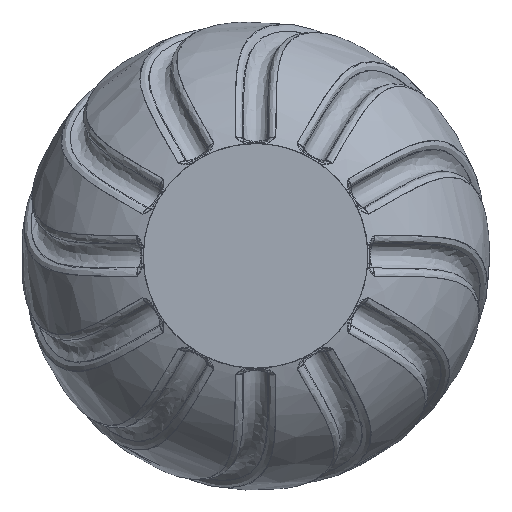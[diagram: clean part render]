
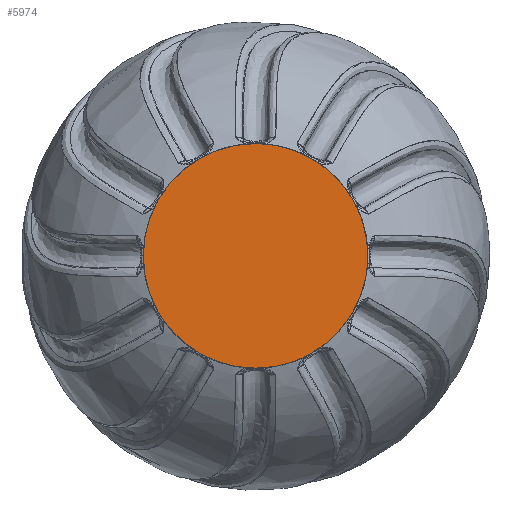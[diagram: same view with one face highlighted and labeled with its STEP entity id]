
A CAD part, front view. The second image highlights one B-rep face of the part: STEP entity #5974.
In plain terms, the highlighted planar face has unit normal (0, -1, 0).
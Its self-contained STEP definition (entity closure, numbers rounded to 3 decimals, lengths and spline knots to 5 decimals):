
#451=B_SPLINE_CURVE_WITH_KNOTS('',3,(#7082,#7083,#7084,#7085,#7086,#7087,
#7088,#7089,#7090,#7091,#7092,#7093,#7094,#7095,#7096,#7097,#7098,#7099,
#7100,#7101,#7102),.UNSPECIFIED.,.F.,.F.,(4,1,1,1,1,1,1,1,1,1,1,1,1,1,1,
1,1,1,4),(0.,0.03111,0.06237,0.12488,0.1874,
0.24992,0.31243,0.37495,0.43747,0.49999,
0.5625,0.62502,0.68754,0.75005,0.81257,
0.87509,0.9376,0.96886,1.),.UNSPECIFIED.);
#452=B_SPLINE_CURVE_WITH_KNOTS('',3,(#7104,#7105,#7106,#7107,#7108,#7109,
#7110),.UNSPECIFIED.,.F.,.F.,(4,1,1,1,4),(0.,0.24948,0.49984,
0.75019,1.),.UNSPECIFIED.);
#1452=ORIENTED_EDGE('',*,*,#3453,.F.);
#1453=ORIENTED_EDGE('',*,*,#3460,.F.);
#1454=ORIENTED_EDGE('',*,*,#3455,.F.);
#1455=ORIENTED_EDGE('',*,*,#3461,.T.);
#1456=ORIENTED_EDGE('',*,*,#3459,.F.);
#1457=ORIENTED_EDGE('',*,*,#3462,.F.);
#1458=ORIENTED_EDGE('',*,*,#3463,.F.);
#1459=ORIENTED_EDGE('',*,*,#3464,.T.);
#3453=EDGE_CURVE('',#4457,#4455,#5010,.T.);
#3455=EDGE_CURVE('',#4459,#4460,#5012,.T.);
#3459=EDGE_CURVE('',#4463,#4461,#5014,.T.);
#3460=EDGE_CURVE('',#4460,#4457,#451,.T.);
#3461=EDGE_CURVE('',#4459,#4461,#5015,.T.);
#3462=EDGE_CURVE('',#4464,#4463,#452,.T.);
#3463=EDGE_CURVE('',#4465,#4464,#5016,.T.);
#3464=EDGE_CURVE('',#4465,#4455,#5017,.T.);
#4455=VERTEX_POINT('',#7062);
#4457=VERTEX_POINT('',#7065);
#4459=VERTEX_POINT('',#7070);
#4460=VERTEX_POINT('',#7072);
#4461=VERTEX_POINT('',#7076);
#4463=VERTEX_POINT('',#7079);
#4464=VERTEX_POINT('',#7111);
#4465=VERTEX_POINT('',#7113);
#5010=LINE('',#7066,#5024);
#5012=LINE('',#7071,#5026);
#5014=LINE('',#7080,#5028);
#5015=LINE('',#7103,#5029);
#5016=LINE('',#7112,#5030);
#5017=LINE('',#7114,#5031);
#5024=VECTOR('',#6654,1.);
#5026=VECTOR('',#6658,1.);
#5028=VECTOR('',#6666,1.);
#5029=VECTOR('',#6669,1.);
#5030=VECTOR('',#6670,1.);
#5031=VECTOR('',#6671,1.);
#5040=EDGE_LOOP('',(#1452,#1453,#1454,#1455,#1456,#1457,#1458,#1459));
#5492=FACE_BOUND('',#5040,.T.);
#5944=PLANE('',#6455);
#5974=ADVANCED_FACE('',(#5492),#5944,.F.);
#6455=AXIS2_PLACEMENT_3D('',#7081,#6667,#6668);
#6654=DIRECTION('',(-1.,0.,0.));
#6658=DIRECTION('',(0.866,0.,-0.5));
#6666=DIRECTION('',(-0.866,0.,0.5));
#6667=DIRECTION('',(0.,1.,0.));
#6668=DIRECTION('',(1.,0.,0.));
#6669=DIRECTION('',(-0.5,0.,-0.866));
#6670=DIRECTION('',(1.,0.,0.));
#6671=DIRECTION('',(0.,0.,-1.));
#7062=CARTESIAN_POINT('',(-0.08017,-0.0009,-0.00005));
#7065=CARTESIAN_POINT('',(-0.07907,-0.0009,-0.00005));
#7066=CARTESIAN_POINT('',(-0.07962,-0.0009,-0.00005));
#7070=CARTESIAN_POINT('',(-0.0694,-0.0009,0.04014));
#7071=CARTESIAN_POINT('',(-0.06892,-0.0009,0.03987));
#7072=CARTESIAN_POINT('',(-0.06845,-0.0009,0.0396));
#7076=CARTESIAN_POINT('',(-0.06944,-0.0009,0.04007));
#7079=CARTESIAN_POINT('',(-0.06849,-0.0009,0.03952));
#7080=CARTESIAN_POINT('',(-0.06849,-0.0009,0.03952));
#7081=CARTESIAN_POINT('',(0.,-0.0009,0.));
#7082=CARTESIAN_POINT('',(-0.06845,-0.0009,0.0396));
#7083=CARTESIAN_POINT('',(-0.06608,-0.0009,0.04368));
#7084=CARTESIAN_POINT('',(-0.0606,-0.0009,0.05145));
#7085=CARTESIAN_POINT('',(-0.04704,-0.0009,0.0648));
#7086=CARTESIAN_POINT('',(-0.02597,-0.0009,0.07651));
#7087=CARTESIAN_POINT('',(0.00264,-0.0009,0.08076));
#7088=CARTESIAN_POINT('',(0.03092,-0.0009,0.07465));
#7089=CARTESIAN_POINT('',(0.05523,-0.0009,0.05897));
#7090=CARTESIAN_POINT('',(0.07247,-0.0009,0.03574));
#7091=CARTESIAN_POINT('',(0.08041,-0.0009,0.00792));
#7092=CARTESIAN_POINT('',(0.07805,-0.0009,-0.02091));
#7093=CARTESIAN_POINT('',(0.06568,-0.0009,-0.04706));
#7094=CARTESIAN_POINT('',(0.04489,-0.0009,-0.06718));
#7095=CARTESIAN_POINT('',(0.01835,-0.0009,-0.07869));
#7096=CARTESIAN_POINT('',(-0.01055,-0.0009,-0.08011));
#7097=CARTESIAN_POINT('',(-0.03809,-0.0009,-0.07126));
#7098=CARTESIAN_POINT('',(-0.06075,-0.0009,-0.05328));
#7099=CARTESIAN_POINT('',(-0.07314,-0.0009,-0.0326));
#7100=CARTESIAN_POINT('',(-0.07821,-0.0009,-0.01425));
#7101=CARTESIAN_POINT('',(-0.07907,-0.0009,-0.00478));
#7102=CARTESIAN_POINT('',(-0.07907,-0.0009,-0.00005));
#7103=CARTESIAN_POINT('',(-0.0694,-0.0009,0.04014));
#7104=CARTESIAN_POINT('',(-0.07907,-0.0009,0.00004));
#7105=CARTESIAN_POINT('',(-0.07907,-0.0009,0.00347));
#7106=CARTESIAN_POINT('',(-0.07862,-0.0009,0.01036));
#7107=CARTESIAN_POINT('',(-0.0766,-0.0009,0.02052));
#7108=CARTESIAN_POINT('',(-0.07327,-0.0009,0.03034));
#7109=CARTESIAN_POINT('',(-0.07021,-0.0009,0.03654));
#7110=CARTESIAN_POINT('',(-0.06849,-0.0009,0.03952));
#7111=CARTESIAN_POINT('',(-0.07907,-0.0009,0.00004));
#7112=CARTESIAN_POINT('',(-0.08017,-0.0009,0.00004));
#7113=CARTESIAN_POINT('',(-0.08017,-0.0009,0.00004));
#7114=CARTESIAN_POINT('',(-0.08017,-0.0009,0.00004));
